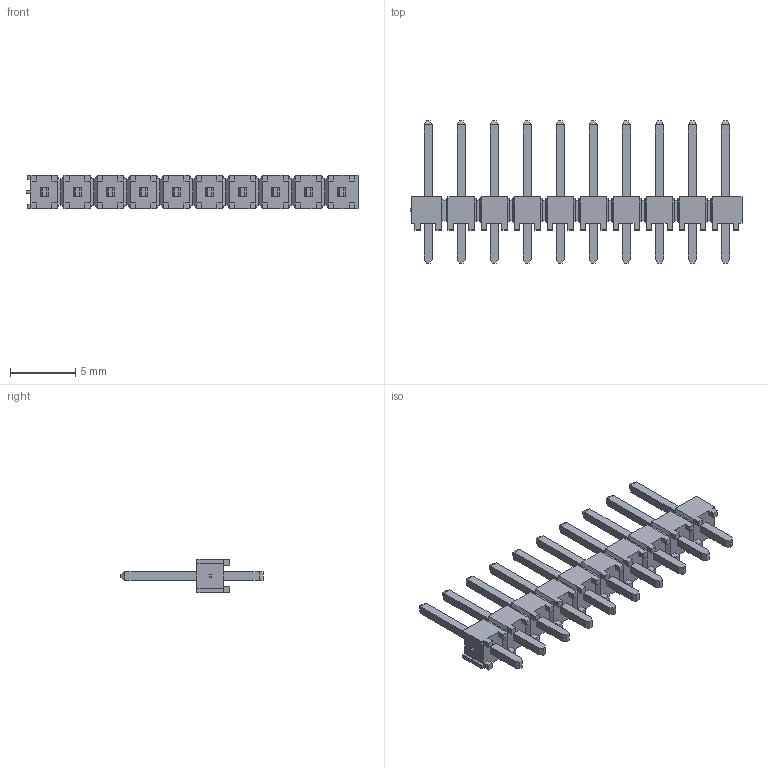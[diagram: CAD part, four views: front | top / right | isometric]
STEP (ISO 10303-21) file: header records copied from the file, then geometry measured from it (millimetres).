
FILE_DESCRIPTION( ( 'STEP AP214' ), '1' );
FILE_NAME( 'TSW-110-07-G-S.stp', '2022-05-15T22:17:26', ( 'License CC BY-ND 4.0' ), ( 'CADENAS' ), ' ', 'PARTsolutions', ' ' );
FILE_SCHEMA( ( 'AUTOMOTIVE_DESIGN { 1 0 10303 214 1 1 1 1 }' ) );
Length unit declared in the file: inch
Products named in the file (3): TSW-110-07-G-S; _TSW-110-07-G-S_body; _T-1S6-07-TSW-1-07-10-S
Assembly tree (2 placements, depth 2):
  TSW-110-07-G-S
    _TSW-110-07-G-S_body
    _T-1S6-07-TSW-1-07-10-S
Bounding box: 25.53 x 10.92 x 2.54 mm (x, y, z)
Volume: 165.2 mm3; surface area: 650.1 mm2
Topology: 2 solids, 2 shells, 507 faces, 1298 edges, 816 vertices
Faces by surface type: plane 507
Entity records: 18978 total; most frequent: CARTESIAN_POINT 2624, ORIENTED_EDGE 2596, DIRECTION 2318, EDGE_CURVE 1298, LINE 1298, VECTOR 1298, VERTEX_POINT 816, EDGE_LOOP 548
